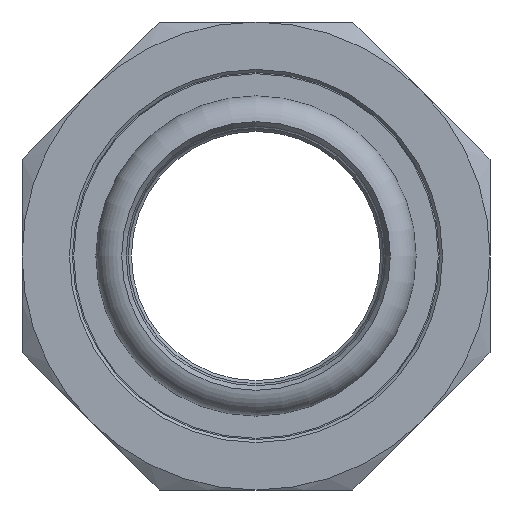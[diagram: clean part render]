
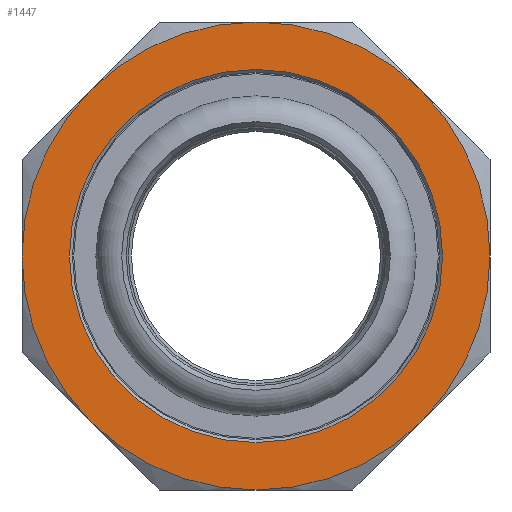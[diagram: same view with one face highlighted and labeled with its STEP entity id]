
A CAD part, front view. The second image highlights one B-rep face of the part: STEP entity #1447.
In plain terms, the highlighted planar face has unit normal (0, -1, 0).
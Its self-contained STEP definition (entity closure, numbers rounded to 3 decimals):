
#16=FACE_BOUND('',#365,.T.);
#36=PLANE('',#1643);
#279=FACE_OUTER_BOUND('',#364,.T.);
#364=EDGE_LOOP('',(#1196,#1197,#1198,#1199,#1200,#1201,#1202,#1203));
#365=EDGE_LOOP('',(#1204));
#488=CIRCLE('',#1611,38.5);
#489=CIRCLE('',#1613,38.5);
#490=CIRCLE('',#1615,38.5);
#491=CIRCLE('',#1617,38.5);
#492=CIRCLE('',#1619,38.5);
#493=CIRCLE('',#1621,38.5);
#494=CIRCLE('',#1623,38.5);
#495=CIRCLE('',#1625,38.5);
#502=CIRCLE('',#1644,30.7);
#629=VERTEX_POINT('',#2478);
#631=VERTEX_POINT('',#2483);
#632=VERTEX_POINT('',#2489);
#634=VERTEX_POINT('',#2499);
#636=VERTEX_POINT('',#2509);
#639=VERTEX_POINT('',#2523);
#641=VERTEX_POINT('',#2533);
#643=VERTEX_POINT('',#2543);
#651=VERTEX_POINT('',#2591);
#813=EDGE_CURVE('',#631,#629,#488,.T.);
#816=EDGE_CURVE('',#629,#632,#489,.T.);
#819=EDGE_CURVE('',#632,#634,#490,.T.);
#822=EDGE_CURVE('',#634,#636,#491,.T.);
#824=EDGE_CURVE('',#636,#639,#492,.T.);
#827=EDGE_CURVE('',#639,#641,#493,.T.);
#830=EDGE_CURVE('',#641,#643,#494,.T.);
#833=EDGE_CURVE('',#643,#631,#495,.T.);
#851=EDGE_CURVE('',#651,#651,#502,.T.);
#1196=ORIENTED_EDGE('',*,*,#827,.F.);
#1197=ORIENTED_EDGE('',*,*,#824,.F.);
#1198=ORIENTED_EDGE('',*,*,#822,.F.);
#1199=ORIENTED_EDGE('',*,*,#819,.F.);
#1200=ORIENTED_EDGE('',*,*,#816,.F.);
#1201=ORIENTED_EDGE('',*,*,#813,.F.);
#1202=ORIENTED_EDGE('',*,*,#833,.F.);
#1203=ORIENTED_EDGE('',*,*,#830,.F.);
#1204=ORIENTED_EDGE('',*,*,#851,.F.);
#1447=ADVANCED_FACE('',(#279,#16),#36,.T.);
#1611=AXIS2_PLACEMENT_3D('',#2487,#1955,#1956);
#1613=AXIS2_PLACEMENT_3D('',#2497,#1959,#1960);
#1615=AXIS2_PLACEMENT_3D('',#2507,#1963,#1964);
#1617=AXIS2_PLACEMENT_3D('',#2517,#1967,#1968);
#1619=AXIS2_PLACEMENT_3D('',#2524,#1971,#1972);
#1621=AXIS2_PLACEMENT_3D('',#2534,#1975,#1976);
#1623=AXIS2_PLACEMENT_3D('',#2544,#1979,#1980);
#1625=AXIS2_PLACEMENT_3D('',#2553,#1983,#1984);
#1643=AXIS2_PLACEMENT_3D('',#2590,#2029,#2030);
#1644=AXIS2_PLACEMENT_3D('',#2592,#2031,#2032);
#1955=DIRECTION('center_axis',(0.,1.,0.));
#1956=DIRECTION('ref_axis',(-1.,0.,0.));
#1959=DIRECTION('center_axis',(0.,1.,0.));
#1960=DIRECTION('ref_axis',(-1.,0.,0.));
#1963=DIRECTION('center_axis',(0.,1.,0.));
#1964=DIRECTION('ref_axis',(-1.,0.,0.));
#1967=DIRECTION('center_axis',(0.,1.,0.));
#1968=DIRECTION('ref_axis',(-1.,0.,0.));
#1971=DIRECTION('center_axis',(0.,1.,0.));
#1972=DIRECTION('ref_axis',(-1.,0.,0.));
#1975=DIRECTION('center_axis',(0.,1.,0.));
#1976=DIRECTION('ref_axis',(-1.,0.,0.));
#1979=DIRECTION('center_axis',(0.,1.,0.));
#1980=DIRECTION('ref_axis',(-1.,0.,0.));
#1983=DIRECTION('center_axis',(0.,1.,0.));
#1984=DIRECTION('ref_axis',(-1.,0.,0.));
#2029=DIRECTION('center_axis',(0.,-1.,0.));
#2030=DIRECTION('ref_axis',(0.,0.,1.));
#2031=DIRECTION('center_axis',(0.,-1.,0.));
#2032=DIRECTION('ref_axis',(0.,0.,1.));
#2478=CARTESIAN_POINT('',(0.,-11.75,38.5));
#2483=CARTESIAN_POINT('',(-27.224,-11.75,27.224));
#2487=CARTESIAN_POINT('Origin',(0.,-11.75,0.));
#2489=CARTESIAN_POINT('',(27.224,-11.75,27.224));
#2497=CARTESIAN_POINT('Origin',(0.,-11.75,0.));
#2499=CARTESIAN_POINT('',(38.5,-11.75,0.));
#2507=CARTESIAN_POINT('Origin',(0.,-11.75,0.));
#2509=CARTESIAN_POINT('',(27.224,-11.75,-27.224));
#2517=CARTESIAN_POINT('Origin',(0.,-11.75,0.));
#2523=CARTESIAN_POINT('',(0.,-11.75,-38.5));
#2524=CARTESIAN_POINT('Origin',(0.,-11.75,0.));
#2533=CARTESIAN_POINT('',(-27.224,-11.75,-27.224));
#2534=CARTESIAN_POINT('Origin',(0.,-11.75,0.));
#2543=CARTESIAN_POINT('',(-38.5,-11.75,0.));
#2544=CARTESIAN_POINT('Origin',(0.,-11.75,0.));
#2553=CARTESIAN_POINT('Origin',(0.,-11.75,0.));
#2590=CARTESIAN_POINT('Origin',(0.,-11.75,-38.5));
#2591=CARTESIAN_POINT('',(0.,-11.75,-30.7));
#2592=CARTESIAN_POINT('Origin',(0.,-11.75,0.));
